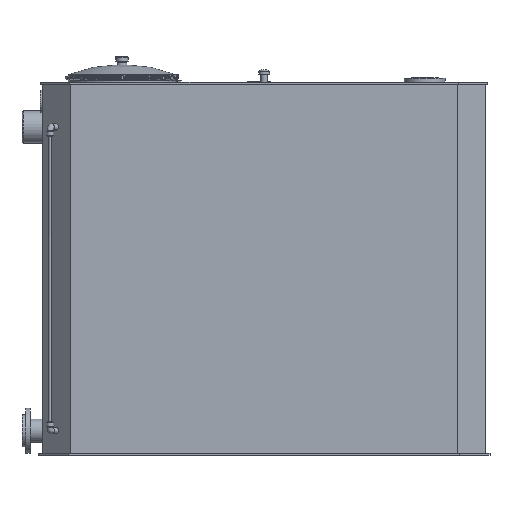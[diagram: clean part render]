
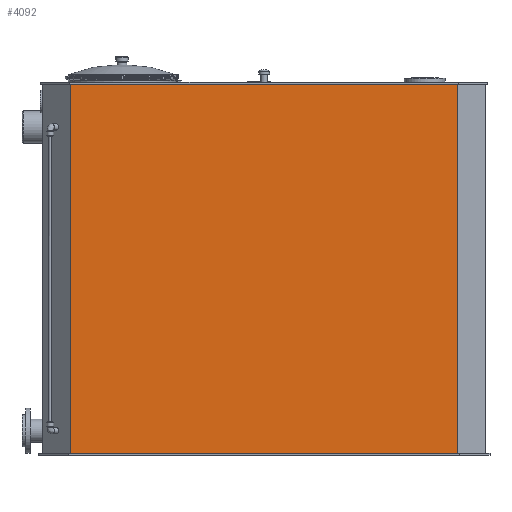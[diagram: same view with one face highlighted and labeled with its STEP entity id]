
A CAD part, front view. The second image highlights one B-rep face of the part: STEP entity #4092.
In plain terms, the highlighted planar face has unit normal (0, -1, 0).
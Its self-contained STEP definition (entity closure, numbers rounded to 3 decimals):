
#233=LINE('',#6569,#508);
#250=LINE('',#6602,#525);
#261=LINE('',#6625,#536);
#263=LINE('',#6628,#538);
#508=VECTOR('',#5465,10.);
#525=VECTOR('',#5500,10.);
#536=VECTOR('',#5523,10.);
#538=VECTOR('',#5527,10.);
#1103=FACE_OUTER_BOUND('',#1499,.T.);
#1499=EDGE_LOOP('',(#3374,#3375,#3376,#3377));
#2043=VERTEX_POINT('',#6565);
#2045=VERTEX_POINT('',#6568);
#2052=VERTEX_POINT('',#6600);
#2058=VERTEX_POINT('',#6624);
#2497=EDGE_CURVE('',#2045,#2043,#233,.T.);
#2514=EDGE_CURVE('',#2052,#2043,#250,.T.);
#2525=EDGE_CURVE('',#2058,#2045,#261,.T.);
#2527=EDGE_CURVE('',#2058,#2052,#263,.T.);
#3374=ORIENTED_EDGE('',*,*,#2497,.T.);
#3375=ORIENTED_EDGE('',*,*,#2514,.F.);
#3376=ORIENTED_EDGE('',*,*,#2527,.F.);
#3377=ORIENTED_EDGE('',*,*,#2525,.T.);
#3852=PLANE('',#4554);
#4092=ADVANCED_FACE('',(#1103),#3852,.T.);
#4554=AXIS2_PLACEMENT_3D('',#6627,#5525,#5526);
#5465=DIRECTION('',(-1.,0.,0.));
#5500=DIRECTION('',(0.,0.,1.));
#5523=DIRECTION('',(0.,0.,1.));
#5525=DIRECTION('center_axis',(0.,-1.,0.));
#5526=DIRECTION('ref_axis',(0.,0.,1.));
#5527=DIRECTION('',(-1.,0.,0.));
#6565=CARTESIAN_POINT('',(-949.216,-425.,1820.));
#6568=CARTESIAN_POINT('',(949.216,-425.,1820.));
#6569=CARTESIAN_POINT('',(949.216,-425.,1820.));
#6600=CARTESIAN_POINT('',(-949.216,-425.,10.));
#6602=CARTESIAN_POINT('',(-949.216,-425.,10.));
#6624=CARTESIAN_POINT('',(949.216,-425.,10.));
#6625=CARTESIAN_POINT('',(949.216,-425.,10.));
#6627=CARTESIAN_POINT('Origin',(949.216,-425.,10.));
#6628=CARTESIAN_POINT('',(474.608,-425.,10.));
